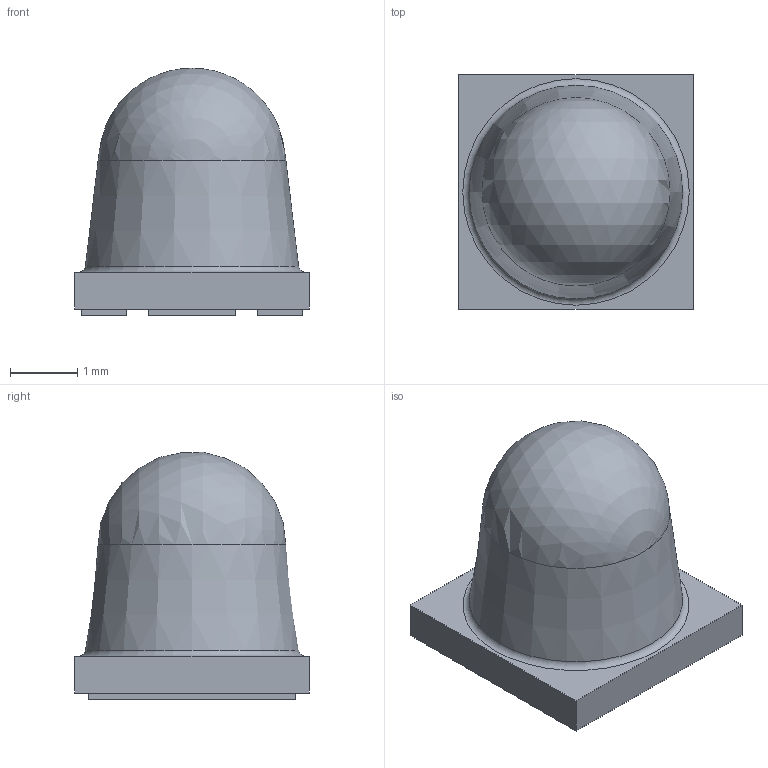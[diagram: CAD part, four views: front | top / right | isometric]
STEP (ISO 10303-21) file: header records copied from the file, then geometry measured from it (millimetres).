
FILE_DESCRIPTION(('FreeCAD Model'),'2;1');
FILE_NAME( 'ELUA3535OG5.step', '2020-05-07T15:02:34',('Author'),(''), 'Open CASCADE STEP processor 7.3','FreeCAD','Unknown');
FILE_SCHEMA(('AUTOMOTIVE_DESIGN { 1 0 10303 214 1 1 1 1 }'));
Length unit declared in the file: millimetre
Products named in the file (1): Fusion001
Bounding box: 3.5 x 3.5 x 3.69 mm (x, y, z)
Volume: 25 mm3; surface area: 54.3 mm2
Topology: 1 solids, 1 shells, 37 faces, 90 edges, 60 vertices
Faces by surface type: plane 32, cylinder 2, torus 1, cone 1, sphere 1
Entity records: 2809 total; most frequent: CARTESIAN_POINT 668, DIRECTION 352, LINE 251, VECTOR 251, ORIENTED_EDGE 180, PCURVE 180, DEFINITIONAL_REPRESENTATION 180, EDGE_CURVE 90
